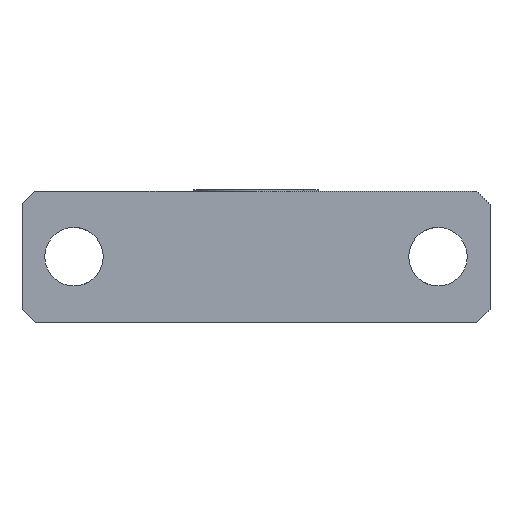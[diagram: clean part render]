
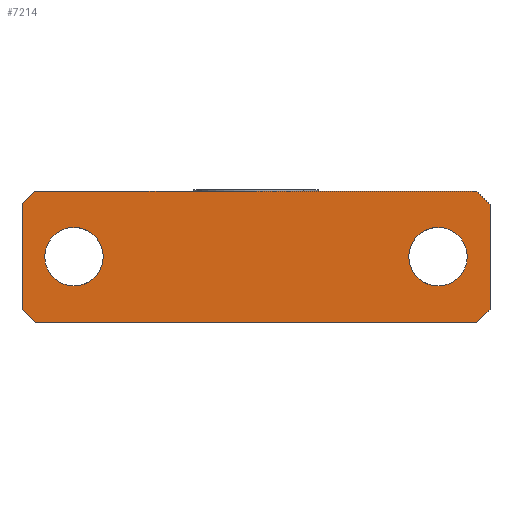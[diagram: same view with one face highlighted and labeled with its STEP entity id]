
A CAD part, front view. The second image highlights one B-rep face of the part: STEP entity #7214.
In plain terms, the highlighted planar face has unit normal (0, -1, 0).
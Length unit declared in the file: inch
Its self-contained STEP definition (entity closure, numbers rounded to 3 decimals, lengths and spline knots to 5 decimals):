
#299 = EDGE_CURVE ( 'NONE', #339, #338, #2331, .T. ) ;
#334 = VERTEX_POINT ( 'NONE', #2357 ) ;
#335 = VERTEX_POINT ( 'NONE', #2356 ) ;
#338 = VERTEX_POINT ( 'NONE', #2354 ) ;
#339 = VERTEX_POINT ( 'NONE', #2350 ) ;
#396 = EDGE_CURVE ( 'NONE', #334, #335, #2444, .T. ) ;
#2279 = AXIS2_PLACEMENT_3D ( 'NONE', #2321, #2320, #2319 ) ;
#2319 = DIRECTION ( 'NONE',  ( 0., 0., 1. ) ) ;
#2320 = DIRECTION ( 'NONE',  ( 0., -1., 0. ) ) ;
#2321 = CARTESIAN_POINT ( 'NONE',  ( 0.875, -0.563, 0.315 ) ) ;
#2331 = CIRCLE ( 'NONE', #2279, 0.14062 ) ;
#2350 = CARTESIAN_POINT ( 'NONE',  ( 0.875, -0.563, 0.45562 ) ) ;
#2354 = CARTESIAN_POINT ( 'NONE',  ( 0.875, -0.563, 0.17437 ) ) ;
#2356 = CARTESIAN_POINT ( 'NONE',  ( -0.875, -0.563, 0.17437 ) ) ;
#2357 = CARTESIAN_POINT ( 'NONE',  ( -0.875, -0.563, 0.45562 ) ) ;
#2405 = DIRECTION ( 'NONE',  ( 0., 0., 1. ) ) ;
#2440 = AXIS2_PLACEMENT_3D ( 'NONE', #2485, #2492, #2405 ) ;
#2444 = CIRCLE ( 'NONE', #2440, 0.14062 ) ;
#2485 = CARTESIAN_POINT ( 'NONE',  ( -0.875, -0.563, 0.315 ) ) ;
#2492 = DIRECTION ( 'NONE',  ( 0., -1., 0. ) ) ;
#4384 = DIRECTION ( 'NONE',  ( 0., 1., 0. ) ) ;
#4387 = FACE_OUTER_BOUND ( 'NONE', #8359, .T. ) ;
#4395 = FACE_BOUND ( 'NONE', #7207, .T. ) ;
#4406 = PLANE ( 'NONE',  #4440 ) ;
#4432 = DIRECTION ( 'NONE',  ( 0., 0., 1. ) ) ;
#4436 = CARTESIAN_POINT ( 'NONE',  ( -1.125, -0.563, 0.63 ) ) ;
#4440 = AXIS2_PLACEMENT_3D ( 'NONE', #4436, #4384, #4432 ) ;
#4443 = FACE_BOUND ( 'NONE', #8343, .T. ) ;
#4751 = CARTESIAN_POINT ( 'NONE',  ( -1.0625, -0.563, 0. ) ) ;
#4752 = LINE ( 'NONE', #4751, #4791 ) ;
#4755 = CARTESIAN_POINT ( 'NONE',  ( 1.125, -0.563, 0.5675 ) ) ;
#4790 = DIRECTION ( 'NONE',  ( -0.707, 0., 0.707 ) ) ;
#4791 = VECTOR ( 'NONE', #4790, 39.37008 ) ;
#4812 = CARTESIAN_POINT ( 'NONE',  ( 1.125, -0.563, 0.0625 ) ) ;
#4821 = CARTESIAN_POINT ( 'NONE',  ( -1.0625, -0.563, 0. ) ) ;
#4832 = CARTESIAN_POINT ( 'NONE',  ( -1.125, -0.563, 0. ) ) ;
#4833 = LINE ( 'NONE', #4832, #4863 ) ;
#4841 = DIRECTION ( 'NONE',  ( -0.707, 0., -0.707 ) ) ;
#4842 = VECTOR ( 'NONE', #4841, 39.37008 ) ;
#4843 = CARTESIAN_POINT ( 'NONE',  ( 1.125, -0.563, 0.0625 ) ) ;
#4844 = LINE ( 'NONE', #4843, #4842 ) ;
#4862 = DIRECTION ( 'NONE',  ( -1., 0., 0. ) ) ;
#4863 = VECTOR ( 'NONE', #4862, 39.37008 ) ;
#5227 = CARTESIAN_POINT ( 'NONE',  ( 1.0625, -0.563, 0.63 ) ) ;
#5228 = CARTESIAN_POINT ( 'NONE',  ( -1.125, -0.563, 0.0625 ) ) ;
#5240 = CIRCLE ( 'NONE', #5299, 0.14062 ) ;
#5264 = CARTESIAN_POINT ( 'NONE',  ( -1.125, -0.563, 0.5675 ) ) ;
#5283 = CIRCLE ( 'NONE', #5302, 0.14062 ) ;
#5294 = DIRECTION ( 'NONE',  ( 0.707, 0., 0.707 ) ) ;
#5295 = VECTOR ( 'NONE', #5294, 39.37008 ) ;
#5296 = DIRECTION ( 'NONE',  ( 0., 0., 1. ) ) ;
#5297 = DIRECTION ( 'NONE',  ( 0., -1., 0. ) ) ;
#5298 = CARTESIAN_POINT ( 'NONE',  ( 0.875, -0.563, 0.315 ) ) ;
#5299 = AXIS2_PLACEMENT_3D ( 'NONE', #5298, #5297, #5296 ) ;
#5300 = CARTESIAN_POINT ( 'NONE',  ( -1.125, -0.563, 0.5675 ) ) ;
#5301 = LINE ( 'NONE', #5300, #5295 ) ;
#5302 = AXIS2_PLACEMENT_3D ( 'NONE', #5340, #5339, #5338 ) ;
#5309 = CARTESIAN_POINT ( 'NONE',  ( -1.0625, -0.563, 0.63 ) ) ;
#5338 = DIRECTION ( 'NONE',  ( 0., 0., 1. ) ) ;
#5339 = DIRECTION ( 'NONE',  ( 0., -1., 0. ) ) ;
#5340 = CARTESIAN_POINT ( 'NONE',  ( -0.875, -0.563, 0.315 ) ) ;
#6163 = CARTESIAN_POINT ( 'NONE',  ( 1.0625, -0.563, 0. ) ) ;
#6449 = DIRECTION ( 'NONE',  ( 0., 0., 1. ) ) ;
#6450 = VECTOR ( 'NONE', #6449, 39.37008 ) ;
#6475 = CARTESIAN_POINT ( 'NONE',  ( -1.125, -0.563, 0.63 ) ) ;
#6476 = LINE ( 'NONE', #6475, #6450 ) ;
#6676 = DIRECTION ( 'NONE',  ( 0.707, 0., -0.707 ) ) ;
#6681 = VECTOR ( 'NONE', #6676, 39.37008 ) ;
#6682 = CARTESIAN_POINT ( 'NONE',  ( 1.0625, -0.563, 0.63 ) ) ;
#6683 = LINE ( 'NONE', #6682, #6681 ) ;
#6685 = DIRECTION ( 'NONE',  ( 1., 0., 0. ) ) ;
#6686 = VECTOR ( 'NONE', #6685, 39.37008 ) ;
#6687 = CARTESIAN_POINT ( 'NONE',  ( -1.125, -0.563, 0.63 ) ) ;
#6688 = LINE ( 'NONE', #6687, #6686 ) ;
#6747 = DIRECTION ( 'NONE',  ( 0., 0., -1. ) ) ;
#6748 = VECTOR ( 'NONE', #6747, 39.37008 ) ;
#6749 = CARTESIAN_POINT ( 'NONE',  ( 1.125, -0.563, 0.63 ) ) ;
#6756 = LINE ( 'NONE', #6749, #6748 ) ;
#7206 = ORIENTED_EDGE ( 'NONE', *, *, #8524, .F. ) ;
#7207 = EDGE_LOOP ( 'NONE', ( #8366, #8372 ) ) ;
#7208 = ORIENTED_EDGE ( 'NONE', *, *, #7440, .F. ) ;
#7209 = ORIENTED_EDGE ( 'NONE', *, *, #7695, .F. ) ;
#7213 = ORIENTED_EDGE ( 'NONE', *, *, #7445, .F. ) ;
#7214 = ADVANCED_FACE ( 'NONE', ( #4387, #4395, #4443 ), #4406, .F. ) ;
#7216 = ORIENTED_EDGE ( 'NONE', *, *, #7707, .F. ) ;
#7219 = ORIENTED_EDGE ( 'NONE', *, *, #396, .F. ) ;
#7423 = VERTEX_POINT ( 'NONE', #4812 ) ;
#7428 = VERTEX_POINT ( 'NONE', #4755 ) ;
#7440 = EDGE_CURVE ( 'NONE', #7481, #7662, #4752, .T. ) ;
#7445 = EDGE_CURVE ( 'NONE', #7423, #8513, #4844, .T. ) ;
#7481 = VERTEX_POINT ( 'NONE', #4821 ) ;
#7482 = EDGE_CURVE ( 'NONE', #8513, #7481, #4833, .T. ) ;
#7662 = VERTEX_POINT ( 'NONE', #5228 ) ;
#7664 = VERTEX_POINT ( 'NONE', #5227 ) ;
#7678 = VERTEX_POINT ( 'NONE', #5264 ) ;
#7693 = EDGE_CURVE ( 'NONE', #338, #339, #5240, .T. ) ;
#7695 = EDGE_CURVE ( 'NONE', #7678, #7723, #5301, .T. ) ;
#7707 = EDGE_CURVE ( 'NONE', #335, #334, #5283, .T. ) ;
#7723 = VERTEX_POINT ( 'NONE', #5309 ) ;
#8343 = EDGE_LOOP ( 'NONE', ( #7219, #7216 ) ) ;
#8356 = EDGE_CURVE ( 'NONE', #7662, #7678, #6476, .T. ) ;
#8359 = EDGE_LOOP ( 'NONE', ( #7208, #8430, #7213, #7206, #8370, #8371, #7209, #8367 ) ) ;
#8366 = ORIENTED_EDGE ( 'NONE', *, *, #299, .F. ) ;
#8367 = ORIENTED_EDGE ( 'NONE', *, *, #8356, .F. ) ;
#8370 = ORIENTED_EDGE ( 'NONE', *, *, #8485, .F. ) ;
#8371 = ORIENTED_EDGE ( 'NONE', *, *, #8475, .F. ) ;
#8372 = ORIENTED_EDGE ( 'NONE', *, *, #7693, .F. ) ;
#8430 = ORIENTED_EDGE ( 'NONE', *, *, #7482, .F. ) ;
#8475 = EDGE_CURVE ( 'NONE', #7723, #7664, #6688, .T. ) ;
#8485 = EDGE_CURVE ( 'NONE', #7664, #7428, #6683, .T. ) ;
#8513 = VERTEX_POINT ( 'NONE', #6163 ) ;
#8524 = EDGE_CURVE ( 'NONE', #7428, #7423, #6756, .T. ) ;
